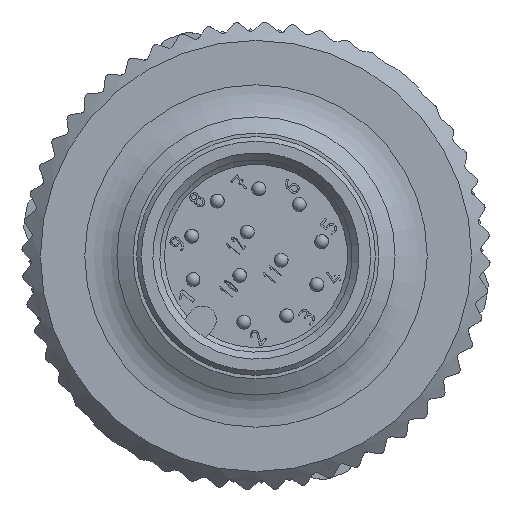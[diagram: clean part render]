
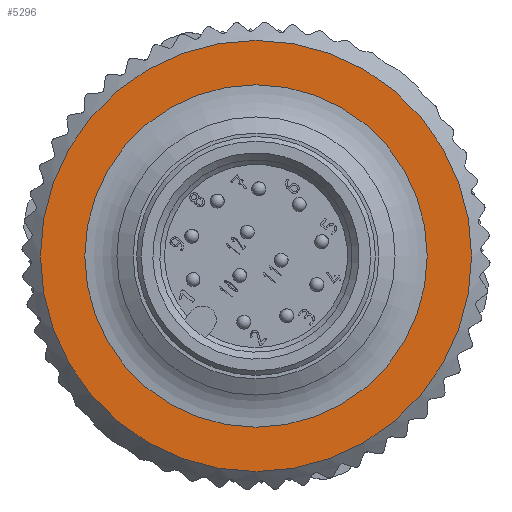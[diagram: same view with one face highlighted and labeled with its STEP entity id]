
A CAD part, left-side view. The second image highlights one B-rep face of the part: STEP entity #5296.
In plain terms, the highlighted planar face has unit normal (-1, 0, 0).
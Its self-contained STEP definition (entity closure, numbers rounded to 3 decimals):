
#5296=ADVANCED_FACE('',(#6644,#6645),#6195,.T.);
#6195=PLANE('',#17615);
#6644=FACE_BOUND('',#6774,.T.);
#6645=FACE_BOUND('',#6775,.T.);
#6774=EDGE_LOOP('',(#8202));
#6775=EDGE_LOOP('',(#8203));
#8202=ORIENTED_EDGE('',*,*,#14993,.T.);
#8203=ORIENTED_EDGE('',*,*,#14759,.T.);
#13048=VERTEX_POINT('',#24614);
#13264=VERTEX_POINT('',#25115);
#14759=EDGE_CURVE('',#13048,#13048,#17097,.T.);
#14993=EDGE_CURVE('',#13264,#13264,#17203,.T.);
#17097=CIRCLE('',#17490,9.3);
#17203=CIRCLE('',#17614,7.387);
#17490=AXIS2_PLACEMENT_3D('',#24613,#18618,#18619);
#17614=AXIS2_PLACEMENT_3D('',#25114,#18983,#18984);
#17615=AXIS2_PLACEMENT_3D('',#25116,#18985,#18986);
#18618=DIRECTION('',(-1.,0.,0.));
#18619=DIRECTION('',(0.,0.766,0.643));
#18983=DIRECTION('',(1.,0.,0.));
#18984=DIRECTION('',(0.,0.766,0.643));
#18985=DIRECTION('',(-1.,0.,0.));
#18986=DIRECTION('',(0.,-0.766,-0.643));
#24613=CARTESIAN_POINT('',(-7.8,0.013,-0.006));
#24614=CARTESIAN_POINT('',(-7.8,7.138,5.972));
#25114=CARTESIAN_POINT('',(-7.8,0.013,-0.006));
#25115=CARTESIAN_POINT('',(-7.8,5.672,4.742));
#25116=CARTESIAN_POINT('',(-7.8,0.013,-0.006));
